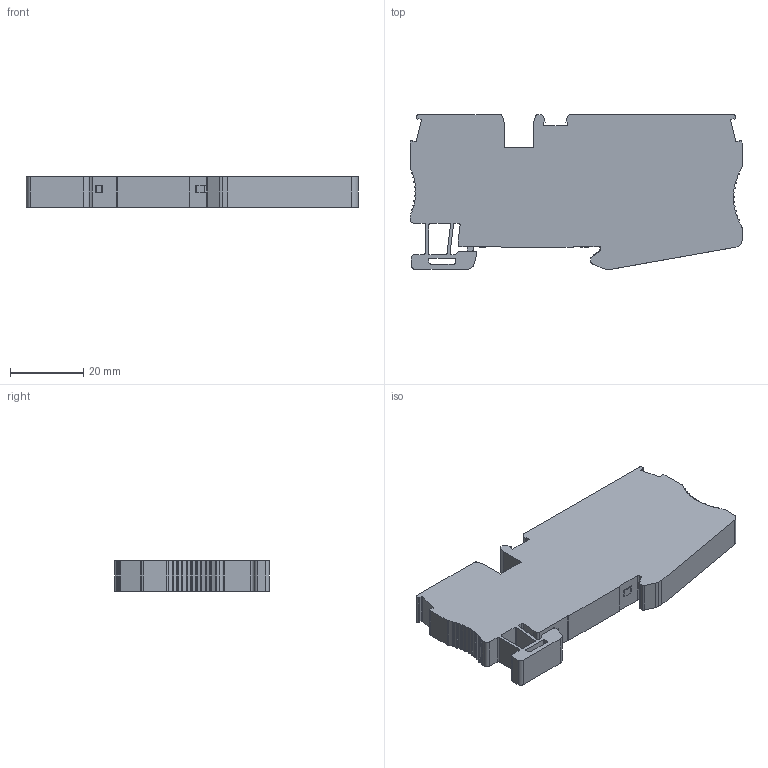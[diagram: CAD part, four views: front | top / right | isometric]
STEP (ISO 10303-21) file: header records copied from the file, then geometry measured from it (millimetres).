
FILE_DESCRIPTION((''),'2;1');
FILE_NAME('PRT0001','2022-05-16T',('ASUS'),(''),'PRO/ENGINEER BY PARAMETRIC TECHNOLOGY CORPORATION, 2013230','PRO/ENGINEER BY PARAMETRIC TECHNOLOGY CORPORATION, 2013230','');
FILE_SCHEMA(('CONFIG_CONTROL_DESIGN'));
Length unit declared in the file: millimetre
Products named in the file (1): PRT0001
Bounding box: 90.7 x 42.2 x 8.2 mm (x, y, z)
Volume: 26018.2 mm3; surface area: 9846.5 mm2
Topology: 1 solids, 1 shells, 236 faces, 687 edges, 458 vertices
Faces by surface type: plane 141, cylinder 95
Entity records: 7873 total; most frequent: CARTESIAN_POINT 1381, ORIENTED_EDGE 1374, DIRECTION 1351, EDGE_CURVE 687, VECTOR 495, LINE 495, VERTEX_POINT 458, AXIS2_PLACEMENT_3D 428
